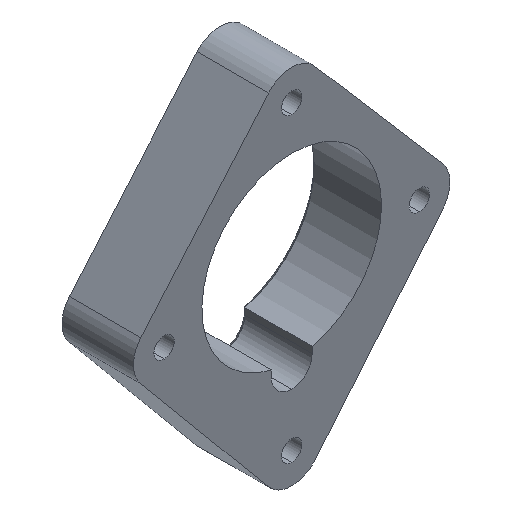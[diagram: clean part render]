
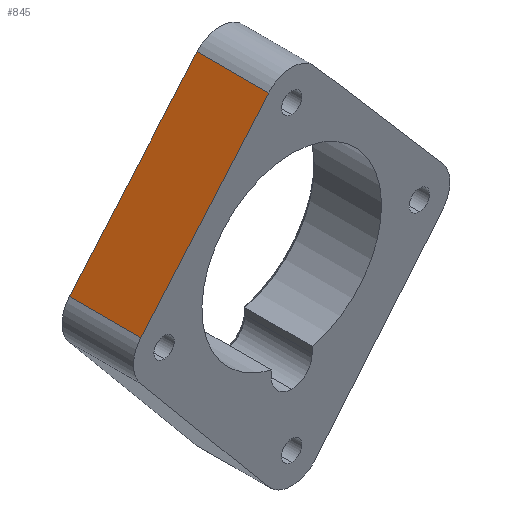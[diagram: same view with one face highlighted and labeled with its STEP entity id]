
A CAD part, isometric view. The second image highlights one B-rep face of the part: STEP entity #845.
In plain terms, the highlighted planar face has unit normal (-0.757, 0, 0.653).
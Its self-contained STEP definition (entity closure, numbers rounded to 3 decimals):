
#50 = EDGE_CURVE ( 'NONE', #617, #742, #715, .T. ) ;
#58 = CARTESIAN_POINT ( 'NONE',  ( -11.361, 35., 75.294 ) ) ;
#99 = LINE ( 'NONE', #610, #309 ) ;
#165 = CARTESIAN_POINT ( 'NONE',  ( -73.861, 35., 2.794 ) ) ;
#193 = PLANE ( 'NONE',  #202 ) ;
#202 = AXIS2_PLACEMENT_3D ( 'NONE', #575, #844, #268 ) ;
#205 = VECTOR ( 'NONE', #470, 1000. ) ;
#227 = VERTEX_POINT ( 'NONE', #949 ) ;
#232 = DIRECTION ( 'NONE',  ( 0.653, 0., 0.757 ) ) ;
#253 = ORIENTED_EDGE ( 'NONE', *, *, #50, .F. ) ;
#268 = DIRECTION ( 'NONE',  ( -0.653, 0., -0.757 ) ) ;
#309 = VECTOR ( 'NONE', #837, 1000. ) ;
#328 = VERTEX_POINT ( 'NONE', #408 ) ;
#408 = CARTESIAN_POINT ( 'NONE',  ( -73.861, 0., 2.794 ) ) ;
#470 = DIRECTION ( 'NONE',  ( 0.653, 0., 0.757 ) ) ;
#497 = DIRECTION ( 'NONE',  ( 0., -1., 0. ) ) ;
#519 = FACE_OUTER_BOUND ( 'NONE', #959, .T. ) ;
#575 = CARTESIAN_POINT ( 'NONE',  ( -73.861, 35., 2.794 ) ) ;
#590 = CARTESIAN_POINT ( 'NONE',  ( -11.361, 35., 75.294 ) ) ;
#610 = CARTESIAN_POINT ( 'NONE',  ( -73.861, 35., 2.794 ) ) ;
#617 = VERTEX_POINT ( 'NONE', #58 ) ;
#691 = VECTOR ( 'NONE', #497, 1000. ) ;
#694 = LINE ( 'NONE', #735, #879 ) ;
#715 = LINE ( 'NONE', #590, #691 ) ;
#735 = CARTESIAN_POINT ( 'NONE',  ( -73.861, 0., 2.794 ) ) ;
#742 = VERTEX_POINT ( 'NONE', #969 ) ;
#761 = EDGE_CURVE ( 'NONE', #227, #617, #975, .T. ) ;
#837 = DIRECTION ( 'NONE',  ( 0., -1., 0. ) ) ;
#844 = DIRECTION ( 'NONE',  ( 0.757, 0., -0.653 ) ) ;
#845 = ADVANCED_FACE ( 'NONE', ( #519 ), #193, .F. ) ;
#851 = EDGE_CURVE ( 'NONE', #227, #328, #99, .T. ) ;
#859 = EDGE_CURVE ( 'NONE', #328, #742, #694, .T. ) ;
#879 = VECTOR ( 'NONE', #232, 1000. ) ;
#919 = ORIENTED_EDGE ( 'NONE', *, *, #761, .F. ) ;
#942 = ORIENTED_EDGE ( 'NONE', *, *, #859, .T. ) ;
#949 = CARTESIAN_POINT ( 'NONE',  ( -73.861, 35., 2.794 ) ) ;
#959 = EDGE_LOOP ( 'NONE', ( #942, #253, #919, #972 ) ) ;
#969 = CARTESIAN_POINT ( 'NONE',  ( -11.361, 0., 75.294 ) ) ;
#972 = ORIENTED_EDGE ( 'NONE', *, *, #851, .T. ) ;
#975 = LINE ( 'NONE', #165, #205 ) ;
